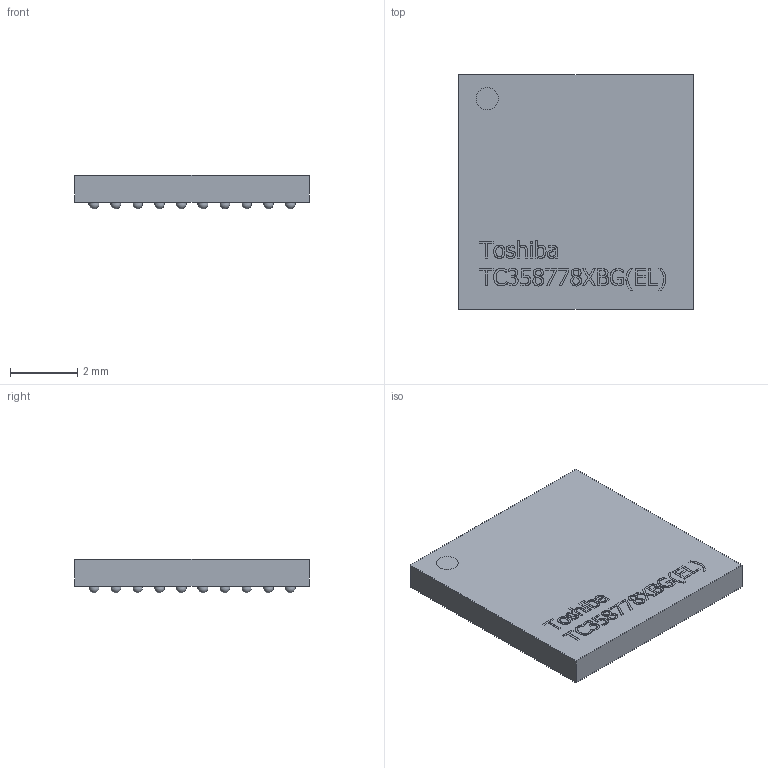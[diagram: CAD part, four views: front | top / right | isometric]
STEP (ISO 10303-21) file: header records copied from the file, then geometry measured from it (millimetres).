
FILE_DESCRIPTION( ( '' ), ' ' );
FILE_NAME( '5b86c8e9ad72d10eb0f02c56.step', '2018-08-29T16:25:13', ( '' ), ( '' ), ' ', ' ', ' ' );
FILE_SCHEMA( ( 'AUTOMOTIVE_DESIGN { 1 0 10303 214 1 1 1 1 }' ) );
Length unit declared in the file: metre
Products named in the file (105): Open CASCADE STEP translator 6.8 3; Open CASCADE STEP translator 6.8 2; Open CASCADE STEP translator 6.8 1
Bounding box: 7 x 7 x 1.01 mm (x, y, z)
Volume: 40.3 mm3; surface area: 146.9 mm2
Topology: 105 solids, 105 shells, 456 faces, 1236 edges, 824 vertices
Faces by surface type: plane 196, extrusion 118, sphere 104, cylinder 25, bspline 13
Full cylindrical faces by diameter (mm): 0.664 x1
Entity records: 23799 total; most frequent: CARTESIAN_POINT 4400, ORIENTED_EDGE 1954, DIRECTION 1734, STYLED_ITEM 1433, PRESENTATION_STYLE_ASSIGNMENT 1433, COLOUR_RGB 1433, EDGE_CURVE 977, CURVE_STYLE 977
